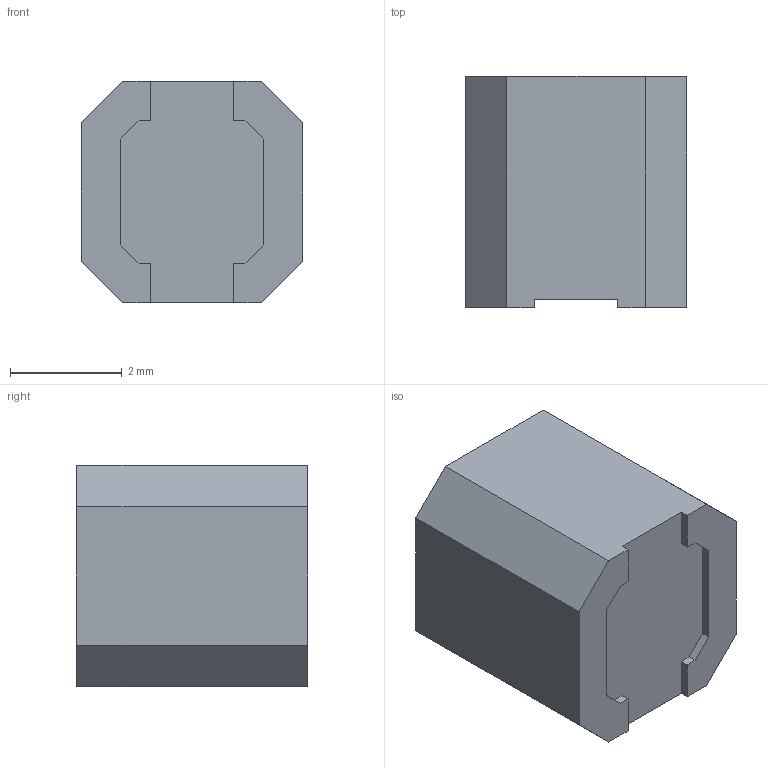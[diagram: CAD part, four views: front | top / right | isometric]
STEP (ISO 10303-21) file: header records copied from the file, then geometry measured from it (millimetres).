
FILE_DESCRIPTION (( 'STEP AP214' ), '1' );
FILE_NAME ('39E1B3A1-DF1B-47C0-A2DE-6039391C54BB.STEP', '2022-07-19T19:55:32', ( '' ), ( '' ), 'SwSTEP 2.0', 'SolidWorks 2022', '' );
FILE_SCHEMA (( 'AUTOMOTIVE_DESIGN' ));
Length unit declared in the file: millimetre
Products named in the file (1): 39E1B3A1-DF1B-47C0-A2DE-6039391C54BB
Bounding box: 3.98 x 4.15 x 3.98 mm (x, y, z)
Volume: 59.8 mm3; surface area: 89.2 mm2
Topology: 1 solids, 1 shells, 116 faces, 305 edges, 198 vertices
Faces by surface type: plane 73, bspline 41, cylinder 2
Entity records: 5917 total; most frequent: CARTESIAN_POINT 2117, ORIENTED_EDGE 610, DIRECTION 379, EDGE_CURVE 305, LINE 219, VECTOR 219, VERTEX_POINT 198, EDGE_LOOP 123
